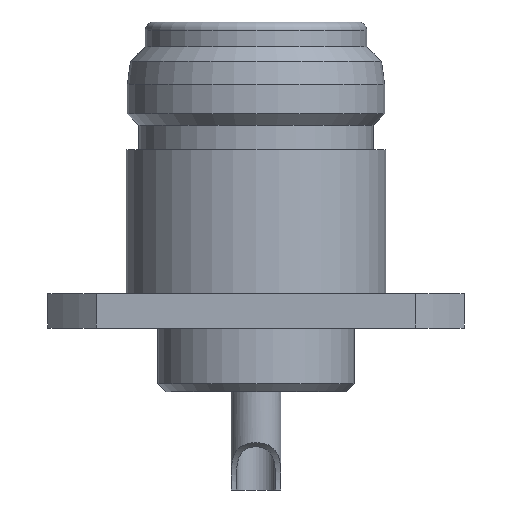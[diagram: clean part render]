
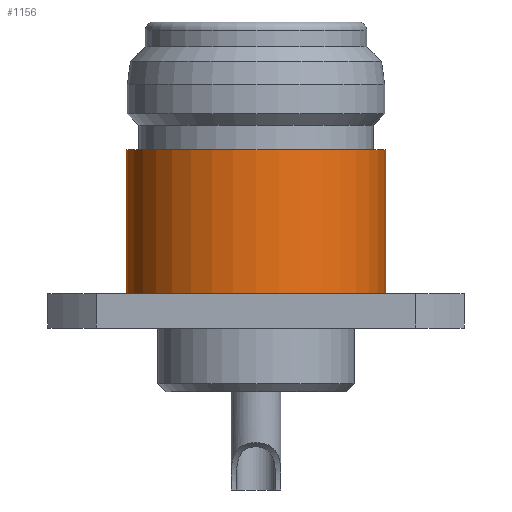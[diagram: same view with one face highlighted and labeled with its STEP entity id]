
A CAD part, front view. The second image highlights one B-rep face of the part: STEP entity #1156.
In plain terms, the highlighted cylindrical face has radius 7.925 mm (diameter 15.85 mm), a partial arc.
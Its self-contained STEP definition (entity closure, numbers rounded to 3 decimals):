
#198 = DIRECTION ( 'NONE',  ( 1., 0., 0. ) ) ;
#269 = VERTEX_POINT ( 'NONE', #3384 ) ;
#363 = ORIENTED_EDGE ( 'NONE', *, *, #549, .T. ) ;
#549 = EDGE_CURVE ( 'NONE', #3665, #1449, #3694, .T. ) ;
#625 = EDGE_CURVE ( 'NONE', #2021, #3665, #2650, .T. ) ;
#664 = EDGE_LOOP ( 'NONE', ( #2899, #3366, #363, #3023 ) ) ;
#778 = AXIS2_PLACEMENT_3D ( 'NONE', #3592, #1575, #3302 ) ;
#994 = CARTESIAN_POINT ( 'NONE',  ( -7.925, 0., -16.57 ) ) ;
#1156 = ADVANCED_FACE ( 'NONE', ( #3480 ), #2615, .T. ) ;
#1173 = CARTESIAN_POINT ( 'NONE',  ( 7.925, 0., -7.8 ) ) ;
#1232 = CARTESIAN_POINT ( 'NONE',  ( 0., 0., -7.8 ) ) ;
#1333 = LINE ( 'NONE', #1572, #2851 ) ;
#1449 = VERTEX_POINT ( 'NONE', #1173 ) ;
#1476 = CARTESIAN_POINT ( 'NONE',  ( 7.925, 0., 0. ) ) ;
#1509 = DIRECTION ( 'NONE',  ( 1., 0., 0. ) ) ;
#1572 = CARTESIAN_POINT ( 'NONE',  ( -7.925, 0., 0. ) ) ;
#1575 = DIRECTION ( 'NONE',  ( 0., 0., 1. ) ) ;
#1776 = AXIS2_PLACEMENT_3D ( 'NONE', #1232, #3229, #1509 ) ;
#1845 = CIRCLE ( 'NONE', #1776, 7.925 ) ;
#1882 = AXIS2_PLACEMENT_3D ( 'NONE', #2051, #2827, #198 ) ;
#2021 = VERTEX_POINT ( 'NONE', #994 ) ;
#2051 = CARTESIAN_POINT ( 'NONE',  ( 0., 0., 0. ) ) ;
#2082 = CARTESIAN_POINT ( 'NONE',  ( 7.925, 0., -16.57 ) ) ;
#2419 = VECTOR ( 'NONE', #3195, 1000. ) ;
#2615 = CYLINDRICAL_SURFACE ( 'NONE', #1882, 7.925 ) ;
#2650 = CIRCLE ( 'NONE', #778, 7.925 ) ;
#2827 = DIRECTION ( 'NONE',  ( 0., 0., 1. ) ) ;
#2851 = VECTOR ( 'NONE', #3591, 1000. ) ;
#2899 = ORIENTED_EDGE ( 'NONE', *, *, #3138, .F. ) ;
#3023 = ORIENTED_EDGE ( 'NONE', *, *, #3553, .F. ) ;
#3138 = EDGE_CURVE ( 'NONE', #2021, #269, #1333, .T. ) ;
#3195 = DIRECTION ( 'NONE',  ( 0., 0., 1. ) ) ;
#3229 = DIRECTION ( 'NONE',  ( 0., 0., 1. ) ) ;
#3302 = DIRECTION ( 'NONE',  ( 1., 0., 0. ) ) ;
#3366 = ORIENTED_EDGE ( 'NONE', *, *, #625, .T. ) ;
#3384 = CARTESIAN_POINT ( 'NONE',  ( -7.925, 0., -7.8 ) ) ;
#3480 = FACE_OUTER_BOUND ( 'NONE', #664, .T. ) ;
#3553 = EDGE_CURVE ( 'NONE', #269, #1449, #1845, .T. ) ;
#3591 = DIRECTION ( 'NONE',  ( 0., 0., 1. ) ) ;
#3592 = CARTESIAN_POINT ( 'NONE',  ( 0., 0., -16.57 ) ) ;
#3665 = VERTEX_POINT ( 'NONE', #2082 ) ;
#3694 = LINE ( 'NONE', #1476, #2419 ) ;
